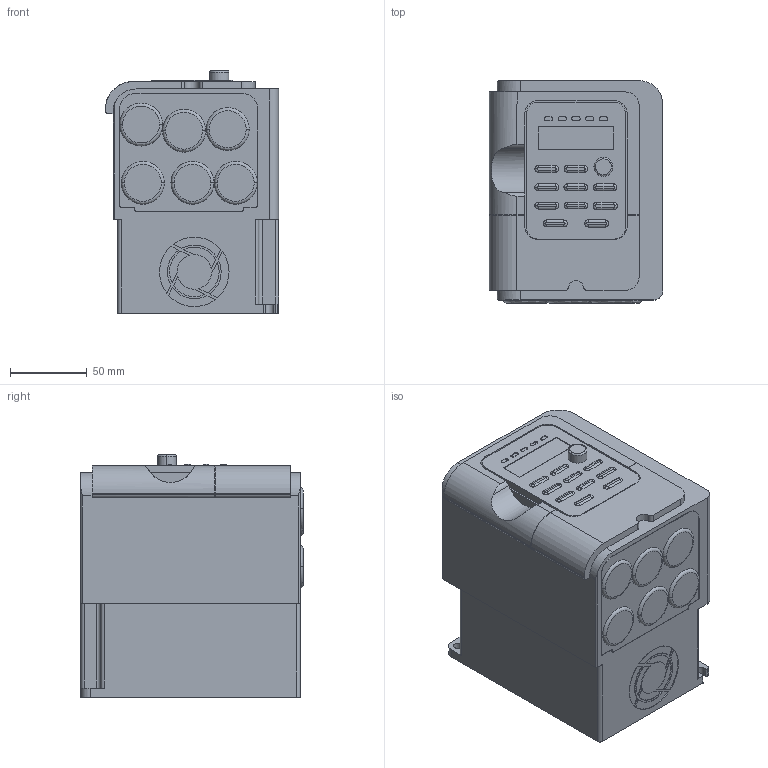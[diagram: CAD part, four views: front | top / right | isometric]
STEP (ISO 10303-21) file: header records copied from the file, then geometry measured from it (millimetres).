
FILE_DESCRIPTION (( 'STEP AP214' ), '1' );
FILE_NAME ('M680-33E022-037TIP20_Ïðåîáðàçîâàòåëü ÷àñòîòû M680 380Â, 3Ô 2,2 - 3,7 kW 5,5-6,9À ñåðèè ONI.STEP', '2019-02-28T14:03:14', ( '' ), ( '' ), 'SwSTEP 2.0', 'SolidWorks 2014', '' );
FILE_SCHEMA (( 'AUTOMOTIVE_DESIGN' ));
Length unit declared in the file: millimetre
Products named in the file (2): M680-33E022-037TIP20_Ïðåîáðàçîâàòåëü ÷àñòîòû M680 380Â, 3Ô 2,2 - 3,7 kW 5,5-6,9À ñåðèè ONI
Bounding box: 113 x 145 x 158.2 mm (x, y, z)
Volume: 2269937.5 mm3; surface area: 109896.7 mm2
Topology: 1 solids, 1 shells, 289 faces, 767 edges, 514 vertices
Faces by surface type: plane 132, cylinder 113, bspline 44
Entity records: 12982 total; most frequent: CARTESIAN_POINT 2626, ORIENTED_EDGE 1534, DIRECTION 1473, EDGE_CURVE 767, AXIS2_PLACEMENT_3D 530, VERTEX_POINT 514, VECTOR 413, LINE 413
